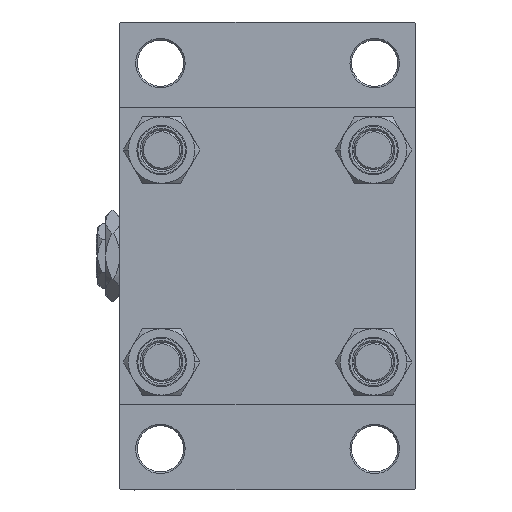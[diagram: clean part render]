
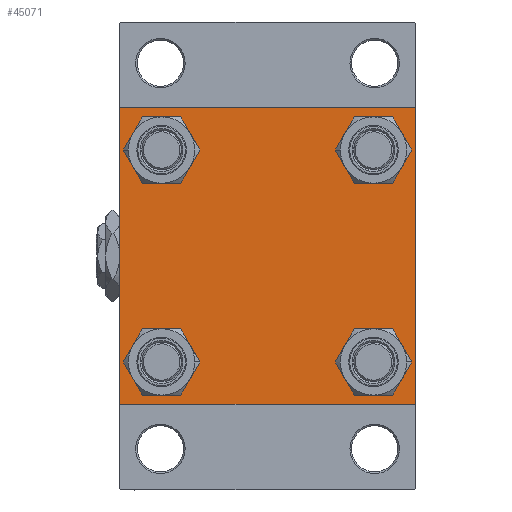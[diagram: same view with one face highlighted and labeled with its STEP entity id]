
A CAD part, left-side view. The second image highlights one B-rep face of the part: STEP entity #45071.
In plain terms, the highlighted planar face has unit normal (-1, 0, 0).
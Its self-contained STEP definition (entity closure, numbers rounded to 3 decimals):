
#603 = DIRECTION ( 'NONE',  ( 0., 0., 1. ) ) ;
#776 = DIRECTION ( 'NONE',  ( 0., -1., 0. ) ) ;
#1340 = LINE ( 'NONE', #43463, #2194 ) ;
#1599 = CARTESIAN_POINT ( 'NONE',  ( 0., -32.15, 38.65 ) ) ;
#2194 = VECTOR ( 'NONE', #16558, 1000. ) ;
#2328 = CARTESIAN_POINT ( 'NONE',  ( 0., -45., 45. ) ) ;
#2639 = FACE_BOUND ( 'NONE', #23348, .T. ) ;
#2706 = CIRCLE ( 'NONE', #48885, 6.5 ) ;
#2716 = EDGE_LOOP ( 'NONE', ( #19870, #6210, #27194, #17739, #11389, #17805, #31734, #26183 ) ) ;
#3920 = DIRECTION ( 'NONE',  ( 1., 0., 0. ) ) ;
#4493 = LINE ( 'NONE', #8235, #47117 ) ;
#4835 = EDGE_CURVE ( 'NONE', #42443, #48542, #16481, .T. ) ;
#5008 = EDGE_CURVE ( 'NONE', #48055, #43661, #25356, .T. ) ;
#5306 = DIRECTION ( 'NONE',  ( 1., 0., 0. ) ) ;
#5385 = FACE_BOUND ( 'NONE', #41828, .T. ) ;
#5685 = CARTESIAN_POINT ( 'NONE',  ( 0., -32.15, -32.15 ) ) ;
#5750 = LINE ( 'NONE', #28211, #44413 ) ;
#5909 = DIRECTION ( 'NONE',  ( 0., 0., 1. ) ) ;
#6210 = ORIENTED_EDGE ( 'NONE', *, *, #11031, .T. ) ;
#6389 = CARTESIAN_POINT ( 'NONE',  ( 0., -44.75, 44.75 ) ) ;
#6536 = CARTESIAN_POINT ( 'NONE',  ( 0., -44.5, -45. ) ) ;
#7878 = VERTEX_POINT ( 'NONE', #47426 ) ;
#8022 = DIRECTION ( 'NONE',  ( 0., 0., 1. ) ) ;
#8235 = CARTESIAN_POINT ( 'NONE',  ( 0., 45., -45. ) ) ;
#9379 = CARTESIAN_POINT ( 'NONE',  ( 0., 0., 0. ) ) ;
#9474 = LINE ( 'NONE', #35908, #39784 ) ;
#9905 = DIRECTION ( 'NONE',  ( 1., 0., 0. ) ) ;
#10112 = CARTESIAN_POINT ( 'NONE',  ( 0., 45., -44.5 ) ) ;
#10212 = CARTESIAN_POINT ( 'NONE',  ( 0., 44.5, -45. ) ) ;
#10279 = CARTESIAN_POINT ( 'NONE',  ( 0., 32.15, 38.65 ) ) ;
#11031 = EDGE_CURVE ( 'NONE', #28319, #29581, #9474, .T. ) ;
#11370 = DIRECTION ( 'NONE',  ( 1., 0., 0. ) ) ;
#11389 = ORIENTED_EDGE ( 'NONE', *, *, #28519, .F. ) ;
#11393 = DIRECTION ( 'NONE',  ( 0., 0., 1. ) ) ;
#12168 = CARTESIAN_POINT ( 'NONE',  ( 0., 32.15, -25.65 ) ) ;
#12589 = AXIS2_PLACEMENT_3D ( 'NONE', #40206, #5306, #47684 ) ;
#12685 = VERTEX_POINT ( 'NONE', #46413 ) ;
#13120 = FACE_BOUND ( 'NONE', #27446, .T. ) ;
#14115 = DIRECTION ( 'NONE',  ( 0., 0.707, 0.707 ) ) ;
#14878 = CARTESIAN_POINT ( 'NONE',  ( 0., -45., 44.5 ) ) ;
#15137 = EDGE_CURVE ( 'NONE', #39631, #7878, #16392, .T. ) ;
#15369 = CARTESIAN_POINT ( 'NONE',  ( 0., 32.15, 32.15 ) ) ;
#16392 = LINE ( 'NONE', #24116, #47785 ) ;
#16481 = CIRCLE ( 'NONE', #37179, 6.5 ) ;
#16558 = DIRECTION ( 'NONE',  ( 0., 0.707, -0.707 ) ) ;
#16585 = AXIS2_PLACEMENT_3D ( 'NONE', #9379, #39546, #35819 ) ;
#17056 = VECTOR ( 'NONE', #24778, 1000. ) ;
#17739 = ORIENTED_EDGE ( 'NONE', *, *, #15137, .T. ) ;
#17805 = ORIENTED_EDGE ( 'NONE', *, *, #5008, .T. ) ;
#17864 = FACE_BOUND ( 'NONE', #28465, .T. ) ;
#19296 = CIRCLE ( 'NONE', #48705, 6.5 ) ;
#19454 = CIRCLE ( 'NONE', #44126, 6.5 ) ;
#19512 = DIRECTION ( 'NONE',  ( 1., 0., 0. ) ) ;
#19564 = CARTESIAN_POINT ( 'NONE',  ( 0., -32.15, -32.15 ) ) ;
#19673 = EDGE_CURVE ( 'NONE', #31111, #34615, #19296, .T. ) ;
#19870 = ORIENTED_EDGE ( 'NONE', *, *, #45981, .T. ) ;
#20803 = LINE ( 'NONE', #2328, #17056 ) ;
#20918 = DIRECTION ( 'NONE',  ( 1., 0., 0. ) ) ;
#21344 = ORIENTED_EDGE ( 'NONE', *, *, #41498, .T. ) ;
#21581 = EDGE_CURVE ( 'NONE', #34615, #31111, #2706, .T. ) ;
#22152 = CARTESIAN_POINT ( 'NONE',  ( 0., -32.15, 32.15 ) ) ;
#22218 = CARTESIAN_POINT ( 'NONE',  ( 0., 32.15, 32.15 ) ) ;
#22221 = ORIENTED_EDGE ( 'NONE', *, *, #46622, .T. ) ;
#22677 = EDGE_CURVE ( 'NONE', #29581, #39631, #4493, .T. ) ;
#22885 = ORIENTED_EDGE ( 'NONE', *, *, #32232, .T. ) ;
#23348 = EDGE_LOOP ( 'NONE', ( #22221, #22885 ) ) ;
#24116 = CARTESIAN_POINT ( 'NONE',  ( 0., -44.75, -44.75 ) ) ;
#24709 = CARTESIAN_POINT ( 'NONE',  ( 0., -44.5, 45. ) ) ;
#24778 = DIRECTION ( 'NONE',  ( 0., 0., -1. ) ) ;
#25356 = LINE ( 'NONE', #6389, #47535 ) ;
#26183 = ORIENTED_EDGE ( 'NONE', *, *, #44151, .T. ) ;
#26701 = ORIENTED_EDGE ( 'NONE', *, *, #21581, .T. ) ;
#26954 = CIRCLE ( 'NONE', #12589, 6.5 ) ;
#27070 = VERTEX_POINT ( 'NONE', #12168 ) ;
#27194 = ORIENTED_EDGE ( 'NONE', *, *, #22677, .T. ) ;
#27219 = EDGE_CURVE ( 'NONE', #34023, #42612, #43278, .T. ) ;
#27446 = EDGE_LOOP ( 'NONE', ( #26701, #45046 ) ) ;
#28107 = ORIENTED_EDGE ( 'NONE', *, *, #45748, .T. ) ;
#28211 = CARTESIAN_POINT ( 'NONE',  ( 0., 45., 45. ) ) ;
#28319 = VERTEX_POINT ( 'NONE', #10112 ) ;
#28465 = EDGE_LOOP ( 'NONE', ( #21344, #37038 ) ) ;
#28519 = EDGE_CURVE ( 'NONE', #48055, #7878, #20803, .T. ) ;
#29581 = VERTEX_POINT ( 'NONE', #10212 ) ;
#31111 = VERTEX_POINT ( 'NONE', #38004 ) ;
#31734 = ORIENTED_EDGE ( 'NONE', *, *, #40573, .F. ) ;
#32232 = EDGE_CURVE ( 'NONE', #47821, #27070, #19454, .T. ) ;
#32331 = FACE_OUTER_BOUND ( 'NONE', #2716, .T. ) ;
#32340 = DIRECTION ( 'NONE',  ( 0., -0.707, 0.707 ) ) ;
#32685 = LINE ( 'NONE', #47870, #43652 ) ;
#34023 = VERTEX_POINT ( 'NONE', #49097 ) ;
#34615 = VERTEX_POINT ( 'NONE', #38514 ) ;
#34751 = DIRECTION ( 'NONE',  ( 1., 0., 0. ) ) ;
#34936 = CARTESIAN_POINT ( 'NONE',  ( 0., 45., 44.5 ) ) ;
#35819 = DIRECTION ( 'NONE',  ( 0., 0., 1. ) ) ;
#35908 = CARTESIAN_POINT ( 'NONE',  ( 0., 44.75, -44.75 ) ) ;
#36110 = DIRECTION ( 'NONE',  ( 0., 0., 1. ) ) ;
#36433 = CIRCLE ( 'NONE', #48397, 6.5 ) ;
#37038 = ORIENTED_EDGE ( 'NONE', *, *, #27219, .T. ) ;
#37070 = CARTESIAN_POINT ( 'NONE',  ( 0., 32.15, -32.15 ) ) ;
#37179 = AXIS2_PLACEMENT_3D ( 'NONE', #22152, #3920, #11393 ) ;
#37323 = AXIS2_PLACEMENT_3D ( 'NONE', #38195, #19512, #8022 ) ;
#38004 = CARTESIAN_POINT ( 'NONE',  ( 0., -32.15, -38.65 ) ) ;
#38195 = CARTESIAN_POINT ( 'NONE',  ( 0., 32.15, -32.15 ) ) ;
#38514 = CARTESIAN_POINT ( 'NONE',  ( 0., -32.15, -25.65 ) ) ;
#39292 = AXIS2_PLACEMENT_3D ( 'NONE', #15369, #11370, #41792 ) ;
#39419 = CARTESIAN_POINT ( 'NONE',  ( 0., 32.15, -38.65 ) ) ;
#39427 = DIRECTION ( 'NONE',  ( 0., -1., 0. ) ) ;
#39546 = DIRECTION ( 'NONE',  ( -1., 0., 0. ) ) ;
#39631 = VERTEX_POINT ( 'NONE', #6536 ) ;
#39784 = VECTOR ( 'NONE', #46204, 1000. ) ;
#40206 = CARTESIAN_POINT ( 'NONE',  ( 0., -32.15, 32.15 ) ) ;
#40396 = DIRECTION ( 'NONE',  ( 0., 0., -1. ) ) ;
#40506 = CIRCLE ( 'NONE', #37323, 6.5 ) ;
#40573 = EDGE_CURVE ( 'NONE', #12685, #43661, #5750, .T. ) ;
#41498 = EDGE_CURVE ( 'NONE', #42612, #34023, #36433, .T. ) ;
#41792 = DIRECTION ( 'NONE',  ( 0., 0., 1. ) ) ;
#41828 = EDGE_LOOP ( 'NONE', ( #28107, #44790 ) ) ;
#42443 = VERTEX_POINT ( 'NONE', #48699 ) ;
#42612 = VERTEX_POINT ( 'NONE', #10279 ) ;
#43278 = CIRCLE ( 'NONE', #39292, 6.5 ) ;
#43288 = PLANE ( 'NONE',  #16585 ) ;
#43463 = CARTESIAN_POINT ( 'NONE',  ( 0., 44.75, 44.75 ) ) ;
#43652 = VECTOR ( 'NONE', #40396, 1000. ) ;
#43661 = VERTEX_POINT ( 'NONE', #24709 ) ;
#44126 = AXIS2_PLACEMENT_3D ( 'NONE', #37070, #9905, #5909 ) ;
#44151 = EDGE_CURVE ( 'NONE', #12685, #45885, #1340, .T. ) ;
#44153 = DIRECTION ( 'NONE',  ( 1., 0., 0. ) ) ;
#44413 = VECTOR ( 'NONE', #39427, 1000. ) ;
#44790 = ORIENTED_EDGE ( 'NONE', *, *, #4835, .T. ) ;
#45046 = ORIENTED_EDGE ( 'NONE', *, *, #19673, .T. ) ;
#45071 = ADVANCED_FACE ( 'NONE', ( #5385, #13120, #2639, #17864, #32331 ), #43288, .T. ) ;
#45748 = EDGE_CURVE ( 'NONE', #48542, #42443, #26954, .T. ) ;
#45885 = VERTEX_POINT ( 'NONE', #34936 ) ;
#45981 = EDGE_CURVE ( 'NONE', #45885, #28319, #32685, .T. ) ;
#46204 = DIRECTION ( 'NONE',  ( 0., -0.707, -0.707 ) ) ;
#46413 = CARTESIAN_POINT ( 'NONE',  ( 0., 44.5, 45. ) ) ;
#46622 = EDGE_CURVE ( 'NONE', #27070, #47821, #40506, .T. ) ;
#47117 = VECTOR ( 'NONE', #776, 1000. ) ;
#47426 = CARTESIAN_POINT ( 'NONE',  ( 0., -45., -44.5 ) ) ;
#47535 = VECTOR ( 'NONE', #14115, 1000. ) ;
#47684 = DIRECTION ( 'NONE',  ( 0., 0., 1. ) ) ;
#47785 = VECTOR ( 'NONE', #32340, 1000. ) ;
#47821 = VERTEX_POINT ( 'NONE', #39419 ) ;
#47870 = CARTESIAN_POINT ( 'NONE',  ( 0., 45., 45. ) ) ;
#48055 = VERTEX_POINT ( 'NONE', #14878 ) ;
#48143 = DIRECTION ( 'NONE',  ( 0., 0., 1. ) ) ;
#48397 = AXIS2_PLACEMENT_3D ( 'NONE', #22218, #44153, #48143 ) ;
#48542 = VERTEX_POINT ( 'NONE', #1599 ) ;
#48699 = CARTESIAN_POINT ( 'NONE',  ( 0., -32.15, 25.65 ) ) ;
#48705 = AXIS2_PLACEMENT_3D ( 'NONE', #5685, #20918, #36110 ) ;
#48885 = AXIS2_PLACEMENT_3D ( 'NONE', #19564, #34751, #603 ) ;
#49097 = CARTESIAN_POINT ( 'NONE',  ( 0., 32.15, 25.65 ) ) ;
